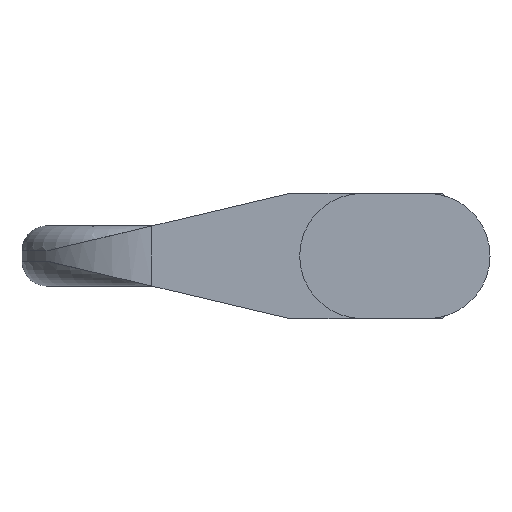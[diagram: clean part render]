
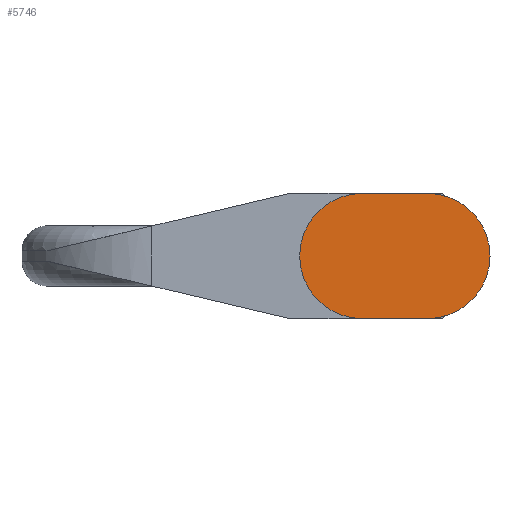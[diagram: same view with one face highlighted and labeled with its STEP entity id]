
A CAD part, left-side view. The second image highlights one B-rep face of the part: STEP entity #5746.
In plain terms, the highlighted planar face has unit normal (-1, 0, 0).
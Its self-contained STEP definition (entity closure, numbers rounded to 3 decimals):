
#417=DIRECTION('',(0.,1.,0.));
#418=VECTOR('',#417,26.);
#419=CARTESIAN_POINT('',(-45.,14.,0.));
#420=LINE('',#419,#418);
#429=CARTESIAN_POINT('',(-45.,40.,25.));
#430=DIRECTION('',(-1.,0.,0.));
#431=DIRECTION('',(0.,0.,1.));
#432=AXIS2_PLACEMENT_3D('',#429,#430,#431);
#438=DIRECTION('',(0.,-1.,0.));
#439=VECTOR('',#438,26.);
#440=CARTESIAN_POINT('',(-45.,40.,50.));
#441=LINE('',#440,#439);
#442=CARTESIAN_POINT('',(-45.,14.,25.));
#443=DIRECTION('',(-1.,0.,0.));
#444=DIRECTION('',(0.,0.,-1.));
#445=AXIS2_PLACEMENT_3D('',#442,#443,#444);
#4100=CARTESIAN_POINT('',(-45.,14.,0.));
#4101=CARTESIAN_POINT('',(-45.,40.,0.));
#4102=VERTEX_POINT('',#4100);
#4103=VERTEX_POINT('',#4101);
#4104=CARTESIAN_POINT('',(-45.,40.,50.));
#4105=CARTESIAN_POINT('',(-45.,14.,50.));
#4106=VERTEX_POINT('',#4104);
#4107=VERTEX_POINT('',#4105);
#5735=CARTESIAN_POINT('',(-45.,27.,25.));
#5736=DIRECTION('',(1.,0.,0.));
#5737=DIRECTION('',(0.,0.,1.));
#5738=AXIS2_PLACEMENT_3D('',#5735,#5736,#5737);
#5739=PLANE('',#5738);
#5740=ORIENTED_EDGE('',*,*,#5700,.F.);
#5741=ORIENTED_EDGE('',*,*,#5716,.T.);
#5742=ORIENTED_EDGE('',*,*,#5729,.F.);
#5743=ORIENTED_EDGE('',*,*,#5685,.T.);
#5744=EDGE_LOOP('',(#5740,#5741,#5742,#5743));
#5745=FACE_OUTER_BOUND('',#5744,.F.);
#5746=ADVANCED_FACE('',(#5745),#5739,.F.);
#433=CIRCLE('',#432,25.);
#446=CIRCLE('',#445,25.);
#5685=EDGE_CURVE('',#4102,#4103,#420,.T.);
#5700=EDGE_CURVE('',#4106,#4103,#433,.T.);
#5716=EDGE_CURVE('',#4106,#4107,#441,.T.);
#5729=EDGE_CURVE('',#4102,#4107,#446,.T.);
